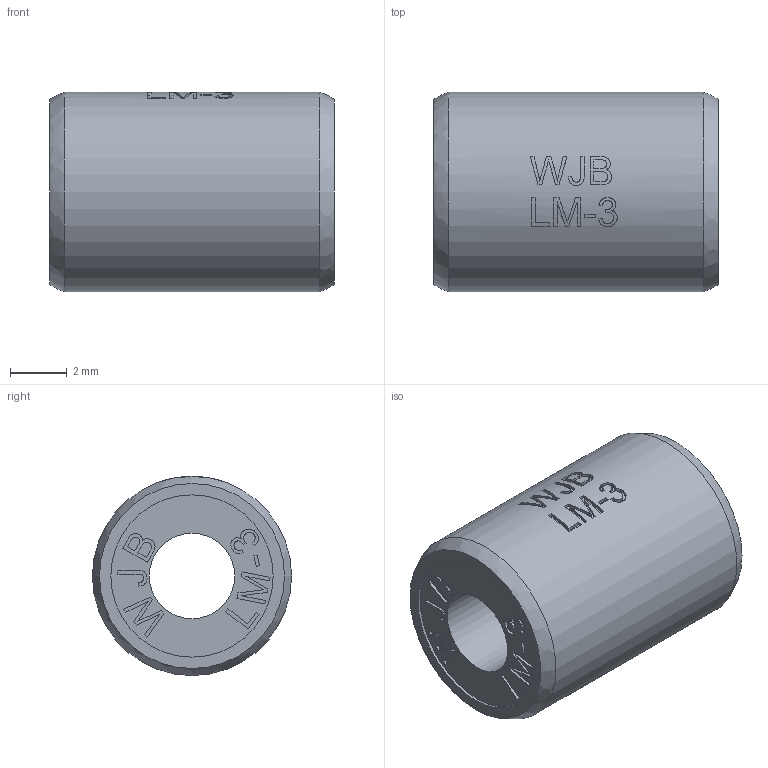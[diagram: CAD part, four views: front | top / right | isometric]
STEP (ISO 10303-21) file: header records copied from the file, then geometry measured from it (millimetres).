
FILE_DESCRIPTION(/* description */ (''),/* implementation_level */ '2;1');
FILE_NAME(/* name */ 'WJB-LM-3.stp',/* time_stamp */ '2019-01-27T11:33:57+08:00',/* author */ (''),/* organization */ (''),/* preprocessor_version */ 'ST-DEVELOPER v11',/* originating_system */ 'SIEMENS UGS NX 6.0',/* authorisation */ '');
FILE_SCHEMA (('AUTOMOTIVE_DESIGN { 1 0 10303 214 1 1 1 1 }'));
Length unit declared in the file: millimetre
Products named in the file (1): ROCKE321z00o
Bounding box: 10 x 7 x 7 mm (x, y, z)
Volume: 307.4 mm3; surface area: 380.4 mm2
Topology: 1 solids, 1 shells, 217 faces, 556 edges, 370 vertices
Faces by surface type: plane 133, extrusion 69, cylinder 13, bspline 2
Full cylindrical faces by diameter (mm): 3 x1, 5.7 x2, 7 x1
Entity records: 8546 total; most frequent: CARTESIAN_POINT 3634, ORIENTED_EDGE 1100, DIRECTION 751, EDGE_CURVE 550, VERTEX_POINT 370, VECTOR 357, LINE 288, B_SPLINE_CURVE_WITH_KNOTS 281
